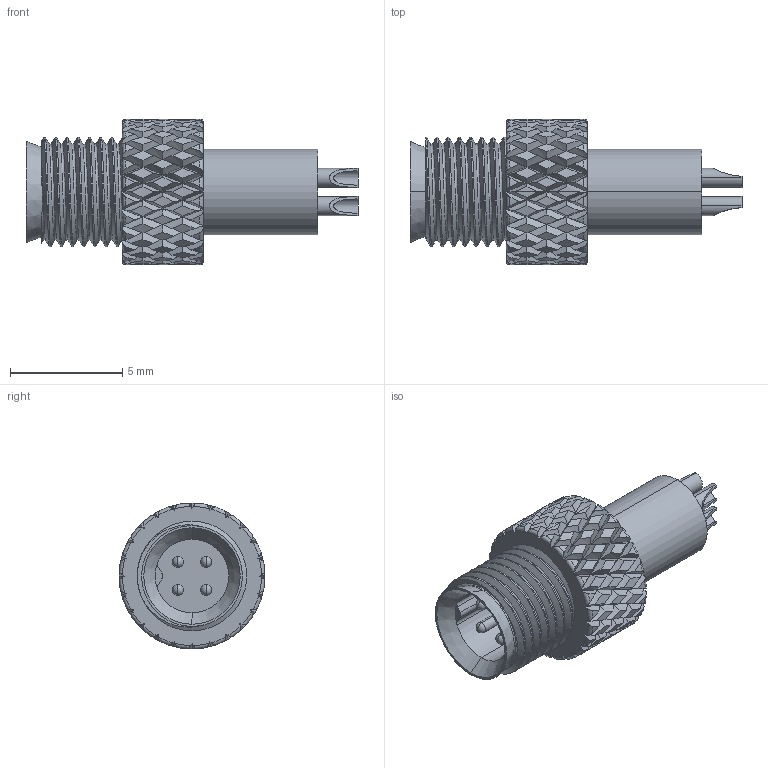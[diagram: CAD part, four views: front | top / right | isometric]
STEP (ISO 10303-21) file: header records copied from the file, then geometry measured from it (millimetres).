
FILE_DESCRIPTION (( 'STEP AP203' ), '1' );
FILE_NAME ('50-00602_revA.STEP', '2018-08-23T15:33:46', ( '' ), ( '' ), 'SwSTEP 2.0', 'SolidWorks 2015', '' );
FILE_SCHEMA (( 'CONFIG_CONTROL_DESIGN' ));
Length unit declared in the file: millimetre
Products named in the file (5): M5M4P; 50-00602_revA; M5Male_inline threads; M5Male_pin_13.75 mm
Assembly tree (7 placements, depth 3):
  50-00602_revA
    M5Male_inline threads
    M5M4P
      M5M4P
      M5Male_pin_13.75 mm  x4
Bounding box: 14.8 x 6.5 x 6.5 mm (x, y, z)
Volume: 192.9 mm3; surface area: 801.2 mm2
Topology: 6 solids, 6 shells, 668 faces, 1488 edges, 834 vertices
Faces by surface type: bspline 391, cylinder 188, torus 48, plane 27, sphere 8, cone 6
Entity records: 22904 total; most frequent: CARTESIAN_POINT 11568, ORIENTED_EDGE 2788, EDGE_CURVE 1394, DIRECTION 1148, B_SPLINE_CURVE_WITH_KNOTS 900, VERTEX_POINT 775, EDGE_LOOP 649, ADVANCED_FACE 632
